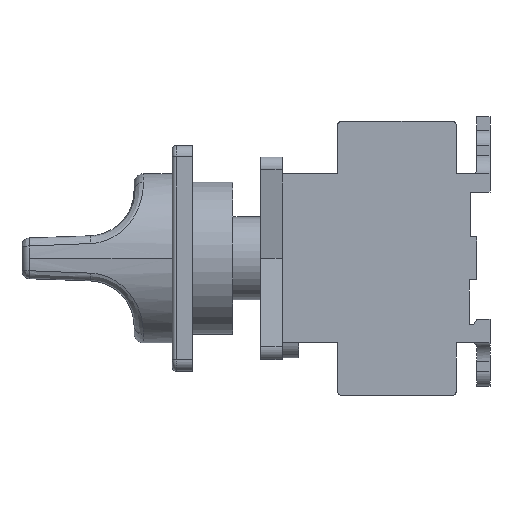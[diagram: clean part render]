
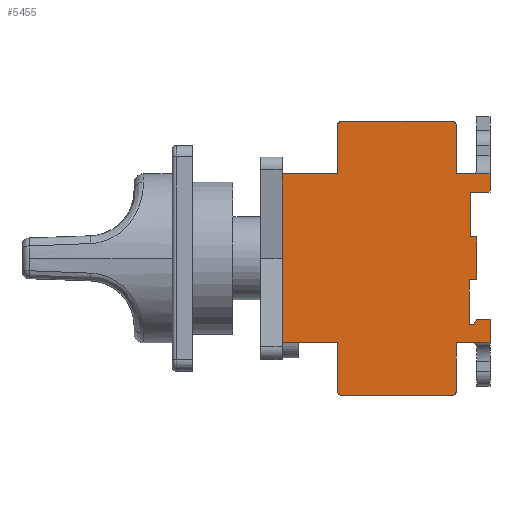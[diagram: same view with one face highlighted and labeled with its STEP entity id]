
A CAD part, left-side view. The second image highlights one B-rep face of the part: STEP entity #5455.
In plain terms, the highlighted planar face has unit normal (-1, 0, 0).
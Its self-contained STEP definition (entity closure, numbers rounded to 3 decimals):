
#17=DIRECTION('',(0.,0.,1.));
#18=VECTOR('',#17,6.3);
#19=CARTESIAN_POINT('',(-22.45,0.,-22.45));
#20=LINE('',#19,#18);
#77=DIRECTION('',(0.,0.,1.));
#78=VECTOR('',#77,4.8);
#79=CARTESIAN_POINT('',(-22.45,0.,17.65));
#80=LINE('',#79,#78);
#153=DIRECTION('',(0.,0.,-1.));
#154=VECTOR('',#153,13.);
#155=CARTESIAN_POINT('',(-22.45,40.5,-22.45));
#156=LINE('',#155,#154);
#319=DIRECTION('',(0.,1.,0.));
#320=VECTOR('',#319,29.5);
#321=CARTESIAN_POINT('',(-22.45,10.,-36.45));
#322=LINE('',#321,#320);
#427=CARTESIAN_POINT('',(-22.45,39.5,-35.45));
#428=DIRECTION('',(-1.,0.,0.));
#429=DIRECTION('',(0.,1.,0.));
#430=AXIS2_PLACEMENT_3D('',#427,#428,#429);
#432=DIRECTION('',(0.,1.,0.));
#433=VECTOR('',#432,14.8);
#434=CARTESIAN_POINT('',(-22.45,40.5,-22.45));
#435=LINE('',#434,#433);
#436=DIRECTION('',(0.,0.,1.));
#437=VECTOR('',#436,22.45);
#438=CARTESIAN_POINT('',(-22.45,55.3,-22.45));
#439=LINE('',#438,#437);
#440=DIRECTION('',(0.,0.,1.));
#441=VECTOR('',#440,22.45);
#442=CARTESIAN_POINT('',(-22.45,55.3,0.));
#443=LINE('',#442,#441);
#444=DIRECTION('',(0.,0.,1.));
#445=VECTOR('',#444,13.);
#446=CARTESIAN_POINT('',(-22.45,40.5,22.45));
#447=LINE('',#446,#445);
#448=CARTESIAN_POINT('',(-22.45,39.5,35.45));
#449=DIRECTION('',(-1.,0.,0.));
#450=DIRECTION('',(0.,0.,1.));
#451=AXIS2_PLACEMENT_3D('',#448,#449,#450);
#453=CARTESIAN_POINT('',(-22.45,10.,35.45));
#454=DIRECTION('',(-1.,0.,0.));
#455=DIRECTION('',(0.,-1.,0.));
#456=AXIS2_PLACEMENT_3D('',#453,#454,#455);
#458=DIRECTION('',(0.,1.,0.));
#459=VECTOR('',#458,5.25);
#460=CARTESIAN_POINT('',(-22.45,0.,17.65));
#461=LINE('',#460,#459);
#462=DIRECTION('',(0.,0.,-1.));
#463=VECTOR('',#462,11.95);
#464=CARTESIAN_POINT('',(-22.45,5.25,17.65));
#465=LINE('',#464,#463);
#466=DIRECTION('',(0.,-1.,0.));
#467=VECTOR('',#466,1.75);
#468=CARTESIAN_POINT('',(-22.45,5.25,5.7));
#469=LINE('',#468,#467);
#470=DIRECTION('',(0.,0.,-1.));
#471=VECTOR('',#470,11.4);
#472=CARTESIAN_POINT('',(-22.45,3.5,5.7));
#473=LINE('',#472,#471);
#474=DIRECTION('',(0.,1.,0.));
#475=VECTOR('',#474,2.);
#476=CARTESIAN_POINT('',(-22.45,3.5,-5.7));
#477=LINE('',#476,#475);
#478=DIRECTION('',(0.,0.,-1.));
#479=VECTOR('',#478,11.95);
#480=CARTESIAN_POINT('',(-22.45,5.5,-5.7));
#481=LINE('',#480,#479);
#482=DIRECTION('',(0.,-1.,0.));
#483=VECTOR('',#482,1.1);
#484=CARTESIAN_POINT('',(-22.45,5.5,-17.65));
#485=LINE('',#484,#483);
#486=DIRECTION('',(0.,-0.5,0.866));
#487=VECTOR('',#486,1.732);
#488=CARTESIAN_POINT('',(-22.45,4.4,-17.65));
#489=LINE('',#488,#487);
#490=DIRECTION('',(0.,1.,0.));
#491=VECTOR('',#490,3.534);
#492=CARTESIAN_POINT('',(-22.45,0.,-16.15));
#493=LINE('',#492,#491);
#494=DIRECTION('',(0.,1.,0.));
#495=VECTOR('',#494,9.);
#496=CARTESIAN_POINT('',(-22.45,0.,-22.45));
#497=LINE('',#496,#495);
#498=DIRECTION('',(0.,0.,-1.));
#499=VECTOR('',#498,13.);
#500=CARTESIAN_POINT('',(-22.45,9.,-22.45));
#501=LINE('',#500,#499);
#502=CARTESIAN_POINT('',(-22.45,10.,-35.45));
#503=DIRECTION('',(-1.,0.,0.));
#504=DIRECTION('',(0.,0.,-1.));
#505=AXIS2_PLACEMENT_3D('',#502,#503,#504);
#1799=DIRECTION('',(0.,1.,0.));
#1800=VECTOR('',#1799,14.8);
#1801=CARTESIAN_POINT('',(-22.45,40.5,22.45));
#1802=LINE('',#1801,#1800);
#1815=DIRECTION('',(0.,1.,0.));
#1816=VECTOR('',#1815,9.);
#1817=CARTESIAN_POINT('',(-22.45,0.,22.45));
#1818=LINE('',#1817,#1816);
#1933=DIRECTION('',(0.,-1.,0.));
#1934=VECTOR('',#1933,29.5);
#1935=CARTESIAN_POINT('',(-22.45,39.5,36.45));
#1936=LINE('',#1935,#1934);
#2037=DIRECTION('',(0.,0.,1.));
#2038=VECTOR('',#2037,13.);
#2039=CARTESIAN_POINT('',(-22.45,9.,22.45));
#2040=LINE('',#2039,#2038);
#3857=CARTESIAN_POINT('',(-22.45,55.3,-22.45));
#3858=CARTESIAN_POINT('',(-22.45,55.3,0.));
#3859=VERTEX_POINT('',#3857);
#3860=VERTEX_POINT('',#3858);
#3861=CARTESIAN_POINT('',(-22.45,55.3,22.45));
#3863=VERTEX_POINT('',#3861);
#3893=CARTESIAN_POINT('',(-22.45,9.,22.45));
#3895=VERTEX_POINT('',#3893);
#3897=CARTESIAN_POINT('',(-22.45,40.5,22.45));
#3899=VERTEX_POINT('',#3897);
#3901=CARTESIAN_POINT('',(-22.45,0.,22.45));
#3902=VERTEX_POINT('',#3901);
#3906=CARTESIAN_POINT('',(-22.45,9.,-22.45));
#3908=VERTEX_POINT('',#3906);
#3910=CARTESIAN_POINT('',(-22.45,40.5,-22.45));
#3912=VERTEX_POINT('',#3910);
#3913=CARTESIAN_POINT('',(-22.45,0.,-22.45));
#3914=VERTEX_POINT('',#3913);
#4013=CARTESIAN_POINT('',(-22.45,0.,17.65));
#4015=VERTEX_POINT('',#4013);
#4017=CARTESIAN_POINT('',(-22.45,0.,-16.15));
#4019=VERTEX_POINT('',#4017);
#4021=CARTESIAN_POINT('',(-22.45,5.25,17.65));
#4022=VERTEX_POINT('',#4021);
#4023=CARTESIAN_POINT('',(-22.45,5.25,5.7));
#4024=VERTEX_POINT('',#4023);
#4025=CARTESIAN_POINT('',(-22.45,3.5,5.7));
#4026=VERTEX_POINT('',#4025);
#4027=CARTESIAN_POINT('',(-22.45,3.5,-5.7));
#4028=VERTEX_POINT('',#4027);
#4029=CARTESIAN_POINT('',(-22.45,5.5,-5.7));
#4030=VERTEX_POINT('',#4029);
#4031=CARTESIAN_POINT('',(-22.45,5.5,-17.65));
#4032=VERTEX_POINT('',#4031);
#4033=CARTESIAN_POINT('',(-22.45,4.4,-17.65));
#4034=VERTEX_POINT('',#4033);
#4035=CARTESIAN_POINT('',(-22.45,3.534,-16.15));
#4036=VERTEX_POINT('',#4035);
#4277=CARTESIAN_POINT('',(-22.45,40.5,-35.45));
#4278=VERTEX_POINT('',#4277);
#4279=CARTESIAN_POINT('',(-22.45,39.5,-36.45));
#4280=VERTEX_POINT('',#4279);
#4281=CARTESIAN_POINT('',(-22.45,10.,-36.45));
#4282=CARTESIAN_POINT('',(-22.45,9.,-35.45));
#4283=VERTEX_POINT('',#4281);
#4284=VERTEX_POINT('',#4282);
#4289=CARTESIAN_POINT('',(-22.45,39.5,36.45));
#4290=CARTESIAN_POINT('',(-22.45,40.5,35.45));
#4291=VERTEX_POINT('',#4289);
#4292=VERTEX_POINT('',#4290);
#4301=CARTESIAN_POINT('',(-22.45,9.,35.45));
#4302=VERTEX_POINT('',#4301);
#4303=CARTESIAN_POINT('',(-22.45,10.,36.45));
#4304=VERTEX_POINT('',#4303);
#5401=CARTESIAN_POINT('',(-22.45,0.,-22.45));
#5402=DIRECTION('',(-1.,0.,0.));
#5403=DIRECTION('',(0.,0.,1.));
#5404=AXIS2_PLACEMENT_3D('',#5401,#5402,#5403);
#5405=PLANE('',#5404);
#5406=ORIENTED_EDGE('',*,*,#5090,.F.);
#5407=ORIENTED_EDGE('',*,*,#5059,.F.);
#5408=ORIENTED_EDGE('',*,*,#5012,.T.);
#5410=ORIENTED_EDGE('',*,*,#5409,.T.);
#5412=ORIENTED_EDGE('',*,*,#5411,.T.);
#5414=ORIENTED_EDGE('',*,*,#5413,.F.);
#5416=ORIENTED_EDGE('',*,*,#5415,.T.);
#5418=ORIENTED_EDGE('',*,*,#5417,.F.);
#5420=ORIENTED_EDGE('',*,*,#5419,.T.);
#5422=ORIENTED_EDGE('',*,*,#5421,.F.);
#5424=ORIENTED_EDGE('',*,*,#5423,.F.);
#5426=ORIENTED_EDGE('',*,*,#5425,.F.);
#5427=ORIENTED_EDGE('',*,*,#4982,.F.);
#5429=ORIENTED_EDGE('',*,*,#5428,.T.);
#5431=ORIENTED_EDGE('',*,*,#5430,.T.);
#5433=ORIENTED_EDGE('',*,*,#5432,.T.);
#5435=ORIENTED_EDGE('',*,*,#5434,.T.);
#5437=ORIENTED_EDGE('',*,*,#5436,.T.);
#5439=ORIENTED_EDGE('',*,*,#5438,.T.);
#5441=ORIENTED_EDGE('',*,*,#5440,.T.);
#5443=ORIENTED_EDGE('',*,*,#5442,.T.);
#5445=ORIENTED_EDGE('',*,*,#5444,.F.);
#5446=ORIENTED_EDGE('',*,*,#4928,.F.);
#5447=ORIENTED_EDGE('',*,*,#5041,.T.);
#5449=ORIENTED_EDGE('',*,*,#5448,.T.);
#5451=ORIENTED_EDGE('',*,*,#5450,.F.);
#5452=ORIENTED_EDGE('',*,*,#5159,.T.);
#5453=EDGE_LOOP('',(#5406,#5407,#5408,#5410,#5412,#5414,#5416,#5418,#5420,#5422,
#5424,#5426,#5427,#5429,#5431,#5433,#5435,#5437,#5439,#5441,#5443,#5445,#5446,
#5447,#5449,#5451,#5452));
#5454=FACE_OUTER_BOUND('',#5453,.F.);
#5455=ADVANCED_FACE('',(#5454),#5405,.T.);
#431=CIRCLE('',#430,1.);
#452=CIRCLE('',#451,1.);
#457=CIRCLE('',#456,1.);
#506=CIRCLE('',#505,1.);
#4928=EDGE_CURVE('',#3914,#4019,#20,.T.);
#4982=EDGE_CURVE('',#4015,#3902,#80,.T.);
#5012=EDGE_CURVE('',#3912,#3859,#435,.T.);
#5041=EDGE_CURVE('',#3914,#3908,#497,.T.);
#5059=EDGE_CURVE('',#3912,#4278,#156,.T.);
#5090=EDGE_CURVE('',#4278,#4280,#431,.T.);
#5159=EDGE_CURVE('',#4283,#4280,#322,.T.);
#5409=EDGE_CURVE('',#3859,#3860,#439,.T.);
#5411=EDGE_CURVE('',#3860,#3863,#443,.T.);
#5413=EDGE_CURVE('',#3899,#3863,#1802,.T.);
#5415=EDGE_CURVE('',#3899,#4292,#447,.T.);
#5417=EDGE_CURVE('',#4291,#4292,#452,.T.);
#5419=EDGE_CURVE('',#4291,#4304,#1936,.T.);
#5421=EDGE_CURVE('',#4302,#4304,#457,.T.);
#5423=EDGE_CURVE('',#3895,#4302,#2040,.T.);
#5425=EDGE_CURVE('',#3902,#3895,#1818,.T.);
#5428=EDGE_CURVE('',#4015,#4022,#461,.T.);
#5430=EDGE_CURVE('',#4022,#4024,#465,.T.);
#5432=EDGE_CURVE('',#4024,#4026,#469,.T.);
#5434=EDGE_CURVE('',#4026,#4028,#473,.T.);
#5436=EDGE_CURVE('',#4028,#4030,#477,.T.);
#5438=EDGE_CURVE('',#4030,#4032,#481,.T.);
#5440=EDGE_CURVE('',#4032,#4034,#485,.T.);
#5442=EDGE_CURVE('',#4034,#4036,#489,.T.);
#5444=EDGE_CURVE('',#4019,#4036,#493,.T.);
#5448=EDGE_CURVE('',#3908,#4284,#501,.T.);
#5450=EDGE_CURVE('',#4283,#4284,#506,.T.);
